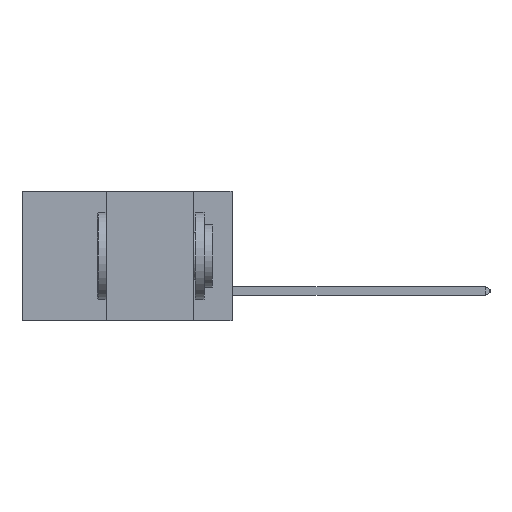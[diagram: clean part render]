
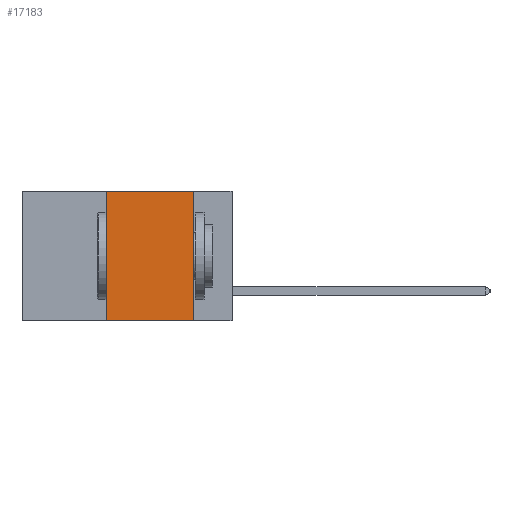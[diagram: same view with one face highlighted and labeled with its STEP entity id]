
A CAD part, left-side view. The second image highlights one B-rep face of the part: STEP entity #17183.
In plain terms, the highlighted planar face has unit normal (-1, 0, 0).
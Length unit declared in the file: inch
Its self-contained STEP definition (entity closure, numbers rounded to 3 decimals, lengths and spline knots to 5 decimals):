
#559 = CARTESIAN_POINT ( 'NONE',  ( 0., 0.36, 0. ) ) ;
#638 = VERTEX_POINT ( 'NONE', #12409 ) ;
#2196 = CARTESIAN_POINT ( 'NONE',  ( 0., 0.6, 0. ) ) ;
#3186 = VECTOR ( 'NONE', #12664, 39.37008 ) ;
#3188 = LINE ( 'NONE', #17945, #11058 ) ;
#3540 = EDGE_CURVE ( 'NONE', #11062, #9351, #11557, .T. ) ;
#3773 = DIRECTION ( 'NONE',  ( 0., 0., -1. ) ) ;
#3824 = VERTEX_POINT ( 'NONE', #15235 ) ;
#4968 = CARTESIAN_POINT ( 'NONE',  ( 0., 0.36, -0.37 ) ) ;
#5382 = ORIENTED_EDGE ( 'NONE', *, *, #13113, .F. ) ;
#6758 = VECTOR ( 'NONE', #13521, 39.37008 ) ;
#8637 = AXIS2_PLACEMENT_3D ( 'NONE', #2196, #13161, #3773 ) ;
#9351 = VERTEX_POINT ( 'NONE', #559 ) ;
#9557 = EDGE_CURVE ( 'NONE', #11062, #638, #15009, .T. ) ;
#10696 = FACE_OUTER_BOUND ( 'NONE', #13881, .T. ) ;
#10720 = CARTESIAN_POINT ( 'NONE',  ( 0., 0.36, 0. ) ) ;
#11058 = VECTOR ( 'NONE', #16457, 39.37008 ) ;
#11062 = VERTEX_POINT ( 'NONE', #4968 ) ;
#11557 = LINE ( 'NONE', #10720, #3186 ) ;
#11570 = CARTESIAN_POINT ( 'NONE',  ( 0., 0.11, 0. ) ) ;
#11621 = PLANE ( 'NONE',  #8637 ) ;
#12409 = CARTESIAN_POINT ( 'NONE',  ( 0., 0.11, -0.37 ) ) ;
#12588 = EDGE_CURVE ( 'NONE', #9351, #3824, #3188, .T. ) ;
#12664 = DIRECTION ( 'NONE',  ( 0., 0., 1. ) ) ;
#13113 = EDGE_CURVE ( 'NONE', #3824, #638, #14188, .T. ) ;
#13161 = DIRECTION ( 'NONE',  ( 1., 0., 0. ) ) ;
#13521 = DIRECTION ( 'NONE',  ( 0., -1., 0. ) ) ;
#13881 = EDGE_LOOP ( 'NONE', ( #5382, #15815, #15459, #15479 ) ) ;
#14188 = LINE ( 'NONE', #11570, #17711 ) ;
#15009 = LINE ( 'NONE', #18073, #6758 ) ;
#15235 = CARTESIAN_POINT ( 'NONE',  ( 0., 0.11, 0. ) ) ;
#15459 = ORIENTED_EDGE ( 'NONE', *, *, #3540, .F. ) ;
#15479 = ORIENTED_EDGE ( 'NONE', *, *, #9557, .T. ) ;
#15815 = ORIENTED_EDGE ( 'NONE', *, *, #12588, .F. ) ;
#16179 = DIRECTION ( 'NONE',  ( 0., 0., -1. ) ) ;
#16457 = DIRECTION ( 'NONE',  ( 0., -1., 0. ) ) ;
#17183 = ADVANCED_FACE ( 'NONE', ( #10696 ), #11621, .F. ) ;
#17711 = VECTOR ( 'NONE', #16179, 39.37008 ) ;
#17945 = CARTESIAN_POINT ( 'NONE',  ( 0., 0.6, 0. ) ) ;
#18073 = CARTESIAN_POINT ( 'NONE',  ( 0., 0.6, -0.37 ) ) ;
